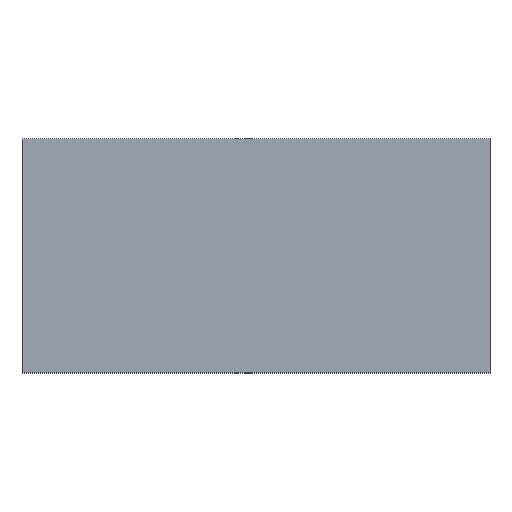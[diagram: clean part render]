
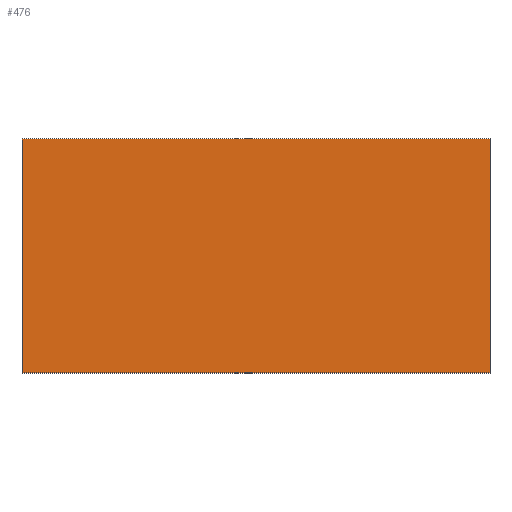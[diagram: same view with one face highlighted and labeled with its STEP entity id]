
A CAD part, front view. The second image highlights one B-rep face of the part: STEP entity #476.
In plain terms, the highlighted planar face has unit normal (0, -1, 0).
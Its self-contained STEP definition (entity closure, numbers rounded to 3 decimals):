
#46=FACE_OUTER_BOUND('',#76,.T.);
#76=EDGE_LOOP('',(#395,#396,#397,#398));
#121=LINE('',#739,#181);
#124=LINE('',#745,#184);
#127=LINE('',#751,#187);
#130=LINE('',#755,#190);
#181=VECTOR('',#609,10.);
#184=VECTOR('',#614,10.);
#187=VECTOR('',#619,10.);
#190=VECTOR('',#624,10.);
#229=VERTEX_POINT('',#736);
#230=VERTEX_POINT('',#738);
#232=VERTEX_POINT('',#744);
#234=VERTEX_POINT('',#750);
#281=EDGE_CURVE('',#230,#229,#121,.T.);
#284=EDGE_CURVE('',#232,#230,#124,.T.);
#287=EDGE_CURVE('',#234,#232,#127,.T.);
#290=EDGE_CURVE('',#229,#234,#130,.T.);
#395=ORIENTED_EDGE('',*,*,#290,.T.);
#396=ORIENTED_EDGE('',*,*,#287,.T.);
#397=ORIENTED_EDGE('',*,*,#284,.T.);
#398=ORIENTED_EDGE('',*,*,#281,.T.);
#446=PLANE('',#524);
#476=ADVANCED_FACE('',(#46),#446,.T.);
#524=AXIS2_PLACEMENT_3D('',#757,#627,#628);
#609=DIRECTION('',(0.,0.,1.));
#614=DIRECTION('',(1.,0.,0.));
#619=DIRECTION('',(0.,0.,-1.));
#624=DIRECTION('',(-1.,0.,0.));
#627=DIRECTION('center_axis',(0.,-1.,0.));
#628=DIRECTION('ref_axis',(0.,0.,-1.));
#736=CARTESIAN_POINT('',(1.5,-0.1,0.9));
#738=CARTESIAN_POINT('',(1.5,-0.1,-0.35));
#739=CARTESIAN_POINT('',(1.5,-0.1,-0.35));
#744=CARTESIAN_POINT('',(-1.,-0.1,-0.35));
#745=CARTESIAN_POINT('',(-1.,-0.1,-0.35));
#750=CARTESIAN_POINT('',(-1.,-0.1,0.9));
#751=CARTESIAN_POINT('',(-1.,-0.1,0.9));
#755=CARTESIAN_POINT('',(1.5,-0.1,0.9));
#757=CARTESIAN_POINT('Origin',(0.25,-0.1,0.275));
